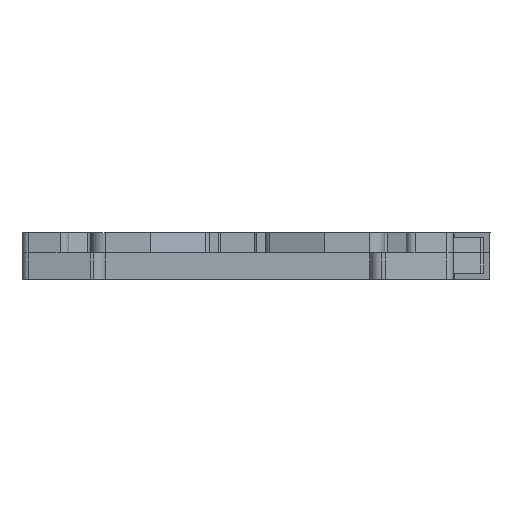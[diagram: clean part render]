
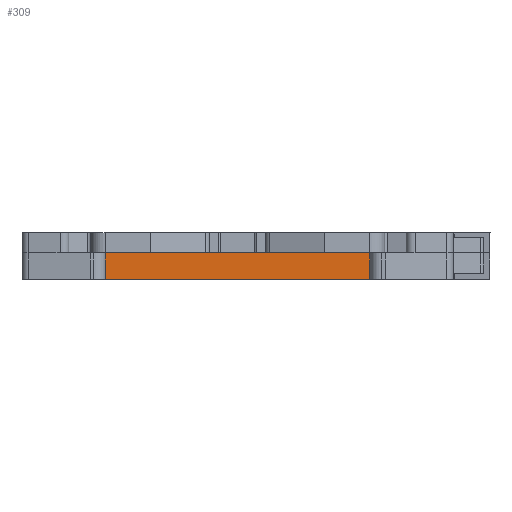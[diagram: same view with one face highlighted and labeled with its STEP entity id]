
A CAD part, front view. The second image highlights one B-rep face of the part: STEP entity #309.
In plain terms, the highlighted planar face has unit normal (0, -1, 0).
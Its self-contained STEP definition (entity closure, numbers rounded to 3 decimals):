
#309=ADVANCED_FACE('',(#1160),#798,.F.);
#798=PLANE('',#9930);
#1160=FACE_OUTER_BOUND('',#1649,.T.);
#1649=EDGE_LOOP('',(#2835,#2836,#2837,#2838));
#2835=ORIENTED_EDGE('',*,*,#6283,.F.);
#2836=ORIENTED_EDGE('',*,*,#6569,.T.);
#2837=ORIENTED_EDGE('',*,*,#6428,.T.);
#2838=ORIENTED_EDGE('',*,*,#6570,.F.);
#5355=VERTEX_POINT('',#13552);
#5356=VERTEX_POINT('',#13554);
#5498=VERTEX_POINT('',#13856);
#5499=VERTEX_POINT('',#13857);
#6283=EDGE_CURVE('',#5355,#5356,#7653,.T.);
#6428=EDGE_CURVE('',#5498,#5499,#7759,.T.);
#6569=EDGE_CURVE('',#5355,#5498,#7857,.T.);
#6570=EDGE_CURVE('',#5356,#5499,#7858,.T.);
#7653=LINE('',#13553,#8757);
#7759=LINE('',#13855,#8863);
#7857=LINE('',#14134,#8961);
#7858=LINE('',#14135,#8962);
#8757=VECTOR('',#10764,1.);
#8863=VECTOR('',#10978,1.);
#8961=VECTOR('',#11196,1.);
#8962=VECTOR('',#11197,1.);
#9930=AXIS2_PLACEMENT_3D('',#14136,#11198,#11199);
#10764=DIRECTION('',(1.,0.,0.));
#10978=DIRECTION('',(1.,0.,0.));
#11196=DIRECTION('',(0.,0.,-1.));
#11197=DIRECTION('',(0.,0.,-1.));
#11198=DIRECTION('',(0.,1.,0.));
#11199=DIRECTION('',(-1.,0.,0.));
#13552=CARTESIAN_POINT('',(-17.5,0.,3.45));
#13553=CARTESIAN_POINT('',(-17.5,0.,3.45));
#13554=CARTESIAN_POINT('',(17.5,0.,3.45));
#13855=CARTESIAN_POINT('',(-17.5,0.,0.));
#13856=CARTESIAN_POINT('',(-17.5,0.,0.));
#13857=CARTESIAN_POINT('',(17.5,0.,0.));
#14134=CARTESIAN_POINT('',(-17.5,0.,3.45));
#14135=CARTESIAN_POINT('',(17.5,0.,3.45));
#14136=CARTESIAN_POINT('',(-17.5,0.,3.45));
